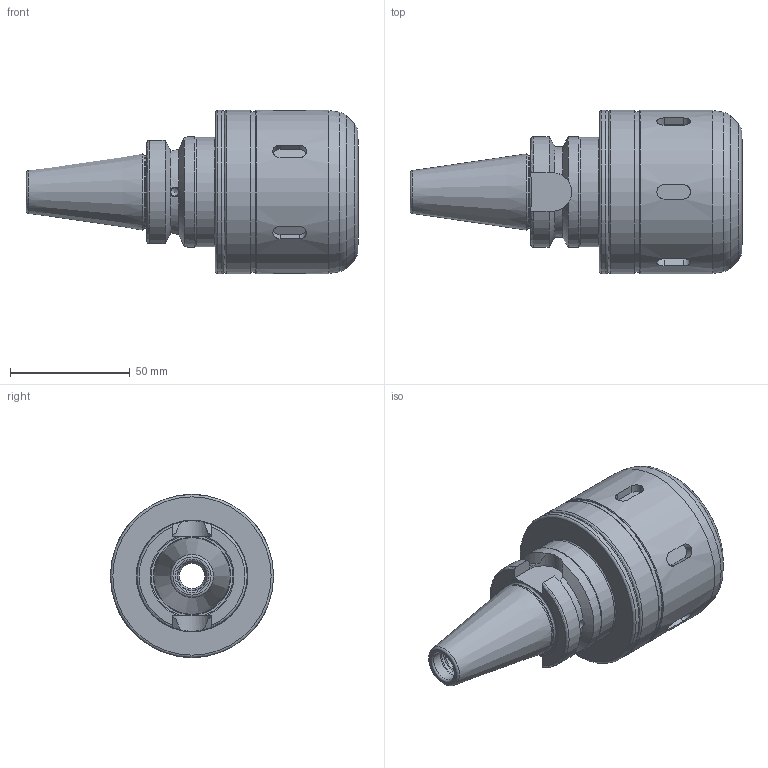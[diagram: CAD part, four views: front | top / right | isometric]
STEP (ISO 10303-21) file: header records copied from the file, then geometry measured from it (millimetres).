
FILE_DESCRIPTION((''),'2;1');
FILE_NAME('314040132090-3D.stp','2020-03-27T16:03:17',('nttooll'),(''),'Autodesk Inventor 2012','Autodesk Inventor 2012','');
FILE_SCHEMA(('AUTOMOTIVE_DESIGN { 1 0 10303 214 1 1 1 1 }'));
Length unit declared in the file: millimetre
Products named in the file (1): 314040132090-3D
Bounding box: 138.4 x 68 x 68 mm (x, y, z)
Volume: 208811.4 mm3; surface area: 39637.6 mm2
Topology: 1 solids, 1 shells, 117 faces, 276 edges, 173 vertices
Faces by surface type: cylinder 43, plane 38, cone 20, torus 16
Full cylindrical faces by diameter (mm): 3 x2, 3.4 x2, 4 x2, 10.5 x1, 12 x1, 12.5 x1, 12.9 x1, 17.2 x1, 18 x1, 30.8 x1, 32 x1, 32.2 x1, 32.5 x1, 45.5 x1, 46 x1, 57 x1, 67 x1, 68 x3
Entity records: 3484 total; most frequent: CARTESIAN_POINT 1038, DIRECTION 494, ORIENTED_EDGE 436, EDGE_CURVE 218, AXIS2_PLACEMENT_3D 212, EDGE_LOOP 184, VERTEX_POINT 164, FACE_OUTER_BOUND 117
